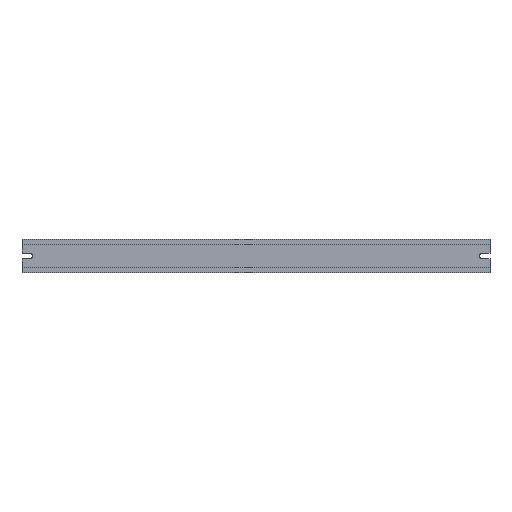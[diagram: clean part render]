
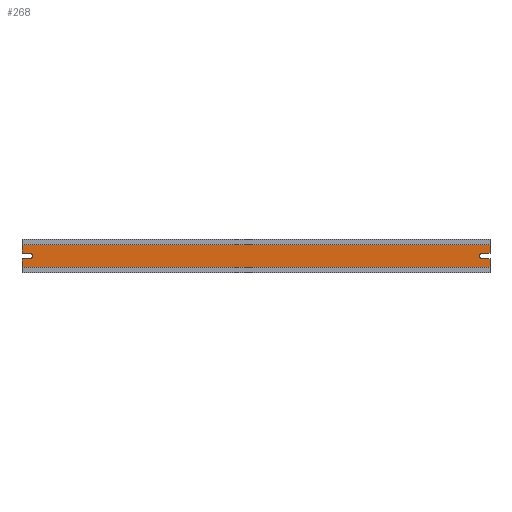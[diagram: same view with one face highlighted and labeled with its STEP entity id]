
A CAD part, top view. The second image highlights one B-rep face of the part: STEP entity #268.
In plain terms, the highlighted planar face has unit normal (0, 0, 1).
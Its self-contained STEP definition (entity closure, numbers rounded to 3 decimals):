
#2 = LINE ( 'NONE', #298, #84 ) ;
#9 = EDGE_CURVE ( 'NONE', #63, #233, #2, .T. ) ;
#19 = DIRECTION ( 'NONE',  ( 1., 0., 0. ) ) ;
#25 = EDGE_CURVE ( 'NONE', #150, #538, #53, .T. ) ;
#27 = ORIENTED_EDGE ( 'NONE', *, *, #279, .T. ) ;
#31 = CARTESIAN_POINT ( 'NONE',  ( -237.5, 0., 1.5 ) ) ;
#36 = CARTESIAN_POINT ( 'NONE',  ( -237.5, -3., 1.5 ) ) ;
#37 = VECTOR ( 'NONE', #291, 1000. ) ;
#39 = CARTESIAN_POINT ( 'NONE',  ( -234.5, 0., 1.5 ) ) ;
#42 = CARTESIAN_POINT ( 'NONE',  ( 245.5, -12., 1.5 ) ) ;
#43 = CARTESIAN_POINT ( 'NONE',  ( 245.5, -13.5, 1.5 ) ) ;
#53 = LINE ( 'NONE', #532, #37 ) ;
#57 = EDGE_CURVE ( 'NONE', #743, #269, #321, .T. ) ;
#63 = VERTEX_POINT ( 'NONE', #255 ) ;
#66 = EDGE_CURVE ( 'NONE', #491, #63, #484, .T. ) ;
#70 = CARTESIAN_POINT ( 'NONE',  ( 245.5, 3., 1.5 ) ) ;
#84 = VECTOR ( 'NONE', #237, 1000. ) ;
#89 = CARTESIAN_POINT ( 'NONE',  ( 245.5, 12., 1.5 ) ) ;
#91 = ORIENTED_EDGE ( 'NONE', *, *, #66, .F. ) ;
#99 = LINE ( 'NONE', #42, #247 ) ;
#100 = PLANE ( 'NONE',  #769 ) ;
#106 = LINE ( 'NONE', #585, #524 ) ;
#109 = CARTESIAN_POINT ( 'NONE',  ( 245.5, -12., 1.5 ) ) ;
#114 = EDGE_CURVE ( 'NONE', #538, #213, #565, .T. ) ;
#139 = CARTESIAN_POINT ( 'NONE',  ( -245.5, -12., 1.5 ) ) ;
#150 = VERTEX_POINT ( 'NONE', #70 ) ;
#160 = VECTOR ( 'NONE', #400, 1000. ) ;
#172 = ORIENTED_EDGE ( 'NONE', *, *, #446, .F. ) ;
#178 = ORIENTED_EDGE ( 'NONE', *, *, #25, .F. ) ;
#181 = VECTOR ( 'NONE', #570, 1000. ) ;
#183 = AXIS2_PLACEMENT_3D ( 'NONE', #31, #209, #525 ) ;
#185 = DIRECTION ( 'NONE',  ( 0., 0., 1. ) ) ;
#192 = CARTESIAN_POINT ( 'NONE',  ( -237.5, 0., 1.5 ) ) ;
#206 = LINE ( 'NONE', #518, #535 ) ;
#208 = EDGE_CURVE ( 'NONE', #150, #475, #206, .T. ) ;
#209 = DIRECTION ( 'NONE',  ( 0., 0., 1. ) ) ;
#213 = VERTEX_POINT ( 'NONE', #342 ) ;
#227 = ORIENTED_EDGE ( 'NONE', *, *, #378, .F. ) ;
#233 = VERTEX_POINT ( 'NONE', #36 ) ;
#235 = AXIS2_PLACEMENT_3D ( 'NONE', #420, #618, #430 ) ;
#237 = DIRECTION ( 'NONE',  ( 1., 0., 0. ) ) ;
#238 = EDGE_CURVE ( 'NONE', #269, #315, #267, .T. ) ;
#246 = CIRCLE ( 'NONE', #458, 3. ) ;
#247 = VECTOR ( 'NONE', #645, 1000. ) ;
#249 = CARTESIAN_POINT ( 'NONE',  ( -237.5, 3., 1.5 ) ) ;
#250 = ORIENTED_EDGE ( 'NONE', *, *, #747, .F. ) ;
#254 = EDGE_CURVE ( 'NONE', #311, #319, #683, .T. ) ;
#255 = CARTESIAN_POINT ( 'NONE',  ( -245.5, -3., 1.5 ) ) ;
#267 = LINE ( 'NONE', #630, #160 ) ;
#268 = ADVANCED_FACE ( 'NONE', ( #638 ), #100, .T. ) ;
#269 = VERTEX_POINT ( 'NONE', #737 ) ;
#275 = DIRECTION ( 'NONE',  ( 0., 0., 1. ) ) ;
#279 = EDGE_CURVE ( 'NONE', #475, #315, #389, .T. ) ;
#291 = DIRECTION ( 'NONE',  ( -1., 0., 0. ) ) ;
#298 = CARTESIAN_POINT ( 'NONE',  ( -245.5, -3., 1.5 ) ) ;
#311 = VERTEX_POINT ( 'NONE', #109 ) ;
#315 = VERTEX_POINT ( 'NONE', #643 ) ;
#319 = VERTEX_POINT ( 'NONE', #650 ) ;
#321 = LINE ( 'NONE', #249, #473 ) ;
#338 = VECTOR ( 'NONE', #690, 1000. ) ;
#342 = CARTESIAN_POINT ( 'NONE',  ( 237.5, -3., 1.5 ) ) ;
#345 = ORIENTED_EDGE ( 'NONE', *, *, #114, .F. ) ;
#348 = CIRCLE ( 'NONE', #183, 3. ) ;
#363 = VECTOR ( 'NONE', #493, 1000. ) ;
#378 = EDGE_CURVE ( 'NONE', #213, #319, #106, .T. ) ;
#389 = LINE ( 'NONE', #89, #181 ) ;
#400 = DIRECTION ( 'NONE',  ( 0., 1., 0. ) ) ;
#420 = CARTESIAN_POINT ( 'NONE',  ( 237.5, 0., 1.5 ) ) ;
#430 = DIRECTION ( 'NONE',  ( -1., 0., 0. ) ) ;
#434 = CARTESIAN_POINT ( 'NONE',  ( 245.5, 12., 1.5 ) ) ;
#446 = EDGE_CURVE ( 'NONE', #233, #654, #246, .T. ) ;
#456 = DIRECTION ( 'NONE',  ( 0., 1., 0. ) ) ;
#458 = AXIS2_PLACEMENT_3D ( 'NONE', #192, #185, #19 ) ;
#471 = CARTESIAN_POINT ( 'NONE',  ( -237.5, 3., 1.5 ) ) ;
#473 = VECTOR ( 'NONE', #670, 1000. ) ;
#475 = VERTEX_POINT ( 'NONE', #434 ) ;
#484 = LINE ( 'NONE', #560, #363 ) ;
#488 = CARTESIAN_POINT ( 'NONE',  ( 237.5, 3., 1.5 ) ) ;
#491 = VERTEX_POINT ( 'NONE', #139 ) ;
#493 = DIRECTION ( 'NONE',  ( 0., 1., 0. ) ) ;
#494 = ORIENTED_EDGE ( 'NONE', *, *, #9, .F. ) ;
#504 = DIRECTION ( 'NONE',  ( 0., -1., 0. ) ) ;
#518 = CARTESIAN_POINT ( 'NONE',  ( 245.5, -13.5, 1.5 ) ) ;
#524 = VECTOR ( 'NONE', #526, 1000. ) ;
#525 = DIRECTION ( 'NONE',  ( 1., 0., 0. ) ) ;
#526 = DIRECTION ( 'NONE',  ( 1., 0., 0. ) ) ;
#532 = CARTESIAN_POINT ( 'NONE',  ( 237.5, 3., 1.5 ) ) ;
#535 = VECTOR ( 'NONE', #456, 1000. ) ;
#538 = VERTEX_POINT ( 'NONE', #488 ) ;
#543 = ORIENTED_EDGE ( 'NONE', *, *, #254, .T. ) ;
#560 = CARTESIAN_POINT ( 'NONE',  ( -245.5, -13.5, 1.5 ) ) ;
#565 = CIRCLE ( 'NONE', #235, 3. ) ;
#568 = ORIENTED_EDGE ( 'NONE', *, *, #238, .F. ) ;
#570 = DIRECTION ( 'NONE',  ( -1., 0., 0. ) ) ;
#582 = CARTESIAN_POINT ( 'NONE',  ( 245.5, -13.5, 1.5 ) ) ;
#585 = CARTESIAN_POINT ( 'NONE',  ( 245.5, -3., 1.5 ) ) ;
#591 = ORIENTED_EDGE ( 'NONE', *, *, #208, .T. ) ;
#613 = ORIENTED_EDGE ( 'NONE', *, *, #57, .F. ) ;
#618 = DIRECTION ( 'NONE',  ( 0., 0., 1. ) ) ;
#630 = CARTESIAN_POINT ( 'NONE',  ( -245.5, -13.5, 1.5 ) ) ;
#638 = FACE_OUTER_BOUND ( 'NONE', #675, .T. ) ;
#643 = CARTESIAN_POINT ( 'NONE',  ( -245.5, 12., 1.5 ) ) ;
#645 = DIRECTION ( 'NONE',  ( -1., 0., 0. ) ) ;
#650 = CARTESIAN_POINT ( 'NONE',  ( 245.5, -3., 1.5 ) ) ;
#654 = VERTEX_POINT ( 'NONE', #39 ) ;
#655 = ORIENTED_EDGE ( 'NONE', *, *, #701, .F. ) ;
#670 = DIRECTION ( 'NONE',  ( -1., 0., 0. ) ) ;
#675 = EDGE_LOOP ( 'NONE', ( #227, #345, #178, #591, #27, #568, #613, #655, #172, #494, #91, #250, #543 ) ) ;
#683 = LINE ( 'NONE', #582, #338 ) ;
#690 = DIRECTION ( 'NONE',  ( 0., 1., 0. ) ) ;
#701 = EDGE_CURVE ( 'NONE', #654, #743, #348, .T. ) ;
#737 = CARTESIAN_POINT ( 'NONE',  ( -245.5, 3., 1.5 ) ) ;
#743 = VERTEX_POINT ( 'NONE', #471 ) ;
#747 = EDGE_CURVE ( 'NONE', #311, #491, #99, .T. ) ;
#769 = AXIS2_PLACEMENT_3D ( 'NONE', #43, #275, #504 ) ;
